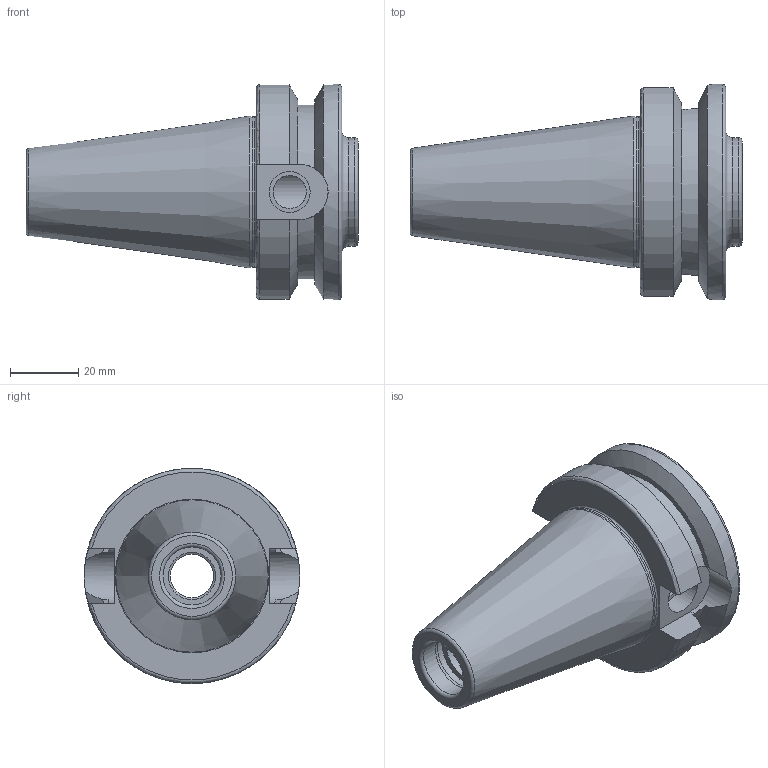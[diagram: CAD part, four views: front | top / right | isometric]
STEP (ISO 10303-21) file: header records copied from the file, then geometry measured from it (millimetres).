
FILE_DESCRIPTION(/* description */ (''),/* implementation_level */ '2;1');
FILE_NAME(/* name */ 'AH206B25 BT40-EMH12.7-31.75.stp',/* time_stamp */ '2022-10-05T15:11:57+09:00',/* author */ ('YSH'),/* organization */ (''),/* preprocessor_version */ 'ST-DEVELOPER v18.1',/* originating_system */ 'Autodesk Inventor 2022',/* authorisation */ '');
FILE_SCHEMA (('AUTOMOTIVE_DESIGN { 1 0 10303 214 3 1 1 }'));
Length unit declared in the file: millimetre
Products named in the file (1): LO-BT40-EMH12.7-31.75
Bounding box: 97.15 x 63 x 63 mm (x, y, z)
Volume: 120721.8 mm3; surface area: 23732.6 mm2
Topology: 1 solids, 1 shells, 50 faces, 125 edges, 82 vertices
Faces by surface type: plane 17, cylinder 16, torus 9, cone 8
Full cylindrical faces by diameter (mm): 9.728 x1, 12 x2, 12.7 x1, 13.835 x1, 17 x1, 17.6 x1, 31.75 x1, 44 x1, 63 x1
Entity records: 1667 total; most frequent: CARTESIAN_POINT 403, DIRECTION 266, ORIENTED_EDGE 250, EDGE_CURVE 125, AXIS2_PLACEMENT_3D 111, VERTEX_POINT 82, CIRCLE 60, EDGE_LOOP 59
